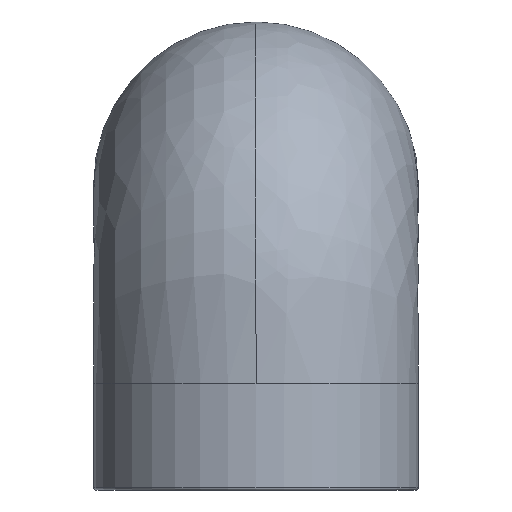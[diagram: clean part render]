
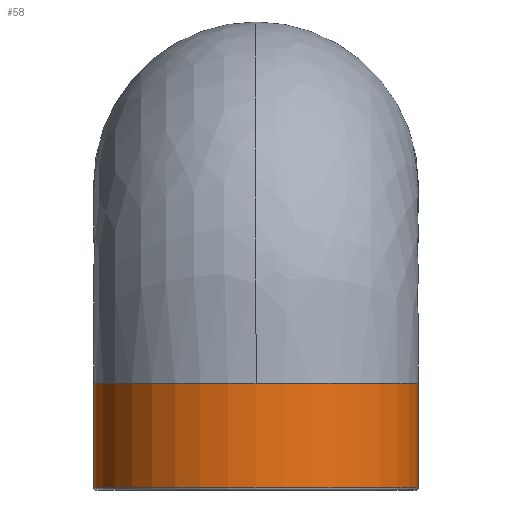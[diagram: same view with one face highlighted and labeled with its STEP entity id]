
A CAD part, front view. The second image highlights one B-rep face of the part: STEP entity #58.
In plain terms, the highlighted cylindrical face has radius 38 mm (diameter 76 mm), a partial arc.
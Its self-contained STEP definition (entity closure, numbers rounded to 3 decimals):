
#58=ADVANCED_FACE('',(#124),#125,.T.);
#124=FACE_OUTER_BOUND('',#593,.T.);
#125=CYLINDRICAL_SURFACE('',#594,38.0);
#593=EDGE_LOOP('',(#1254,#1255,#1256,#1257,#1258));
#594=AXIS2_PLACEMENT_3D('',#1259,#1260,#1261);
#1254=ORIENTED_EDGE('',*,*,#1414,.F.);
#1255=ORIENTED_EDGE('',*,*,#1415,.F.);
#1256=ORIENTED_EDGE('',*,*,#1416,.F.);
#1257=ORIENTED_EDGE('',*,*,#1383,.F.);
#1258=ORIENTED_EDGE('',*,*,#1417,.F.);
#1259=CARTESIAN_POINT('',(0.0,0.0,0.0));
#1260=DIRECTION('',(-0.0,0.0,-1.0));
#1261=DIRECTION('',(-1.0,0.0,0.0));
#1383=EDGE_CURVE('',#1460,#1462,#1463,.T.);
#1414=EDGE_CURVE('',#1515,#1516,#1517,.T.);
#1415=EDGE_CURVE('',#1518,#1515,#1519,.T.);
#1416=EDGE_CURVE('',#1462,#1518,#1520,.T.);
#1417=EDGE_CURVE('',#1516,#1460,#1521,.T.);
#1460=VERTEX_POINT('',#1580);
#1462=VERTEX_POINT('',#1593);
#1463=CIRCLE('',#1594,38.0);
#1515=VERTEX_POINT('',#1659);
#1516=VERTEX_POINT('',#1660);
#1517=LINE('',#1661,#1662);
#1518=VERTEX_POINT('',#1663);
#1519=CIRCLE('',#1664,38.0);
#1520=LINE('',#1665,#1666);
#1521=CIRCLE('',#1667,38.0);
#1580=CARTESIAN_POINT('',(0.,-38.0,25.0));
#1593=CARTESIAN_POINT('',(38.0,0.,25.0));
#1594=AXIS2_PLACEMENT_3D('',#1714,#1715,#1716);
#1659=CARTESIAN_POINT('',(-38.0,0.,0.5));
#1660=CARTESIAN_POINT('',(-38.0,0.,25.0));
#1661=CARTESIAN_POINT('',(-38.0,0.,12.752));
#1662=VECTOR('',#1772,1.0);
#1663=CARTESIAN_POINT('',(38.0,0.,0.5));
#1664=AXIS2_PLACEMENT_3D('',#1773,#1774,#1775);
#1665=CARTESIAN_POINT('',(38.0,0.,12.752));
#1666=VECTOR('',#1776,1.0);
#1667=AXIS2_PLACEMENT_3D('',#1777,#1778,#1779);
#1714=CARTESIAN_POINT('',(0.0,0.0,25.0));
#1715=DIRECTION('',(0.0,0.0,1.0));
#1716=DIRECTION('',(-1.0,0.0,0.0));
#1772=DIRECTION('',(-0.0,-0.0,1.0));
#1773=CARTESIAN_POINT('',(0.0,0.0,0.5));
#1774=DIRECTION('',(0.0,0.0,-1.0));
#1775=DIRECTION('',(-1.0,0.0,0.0));
#1776=DIRECTION('',(-0.0,-0.0,-1.0));
#1777=CARTESIAN_POINT('',(0.0,0.0,25.0));
#1778=DIRECTION('',(0.0,0.0,1.0));
#1779=DIRECTION('',(-1.0,0.0,0.0));
